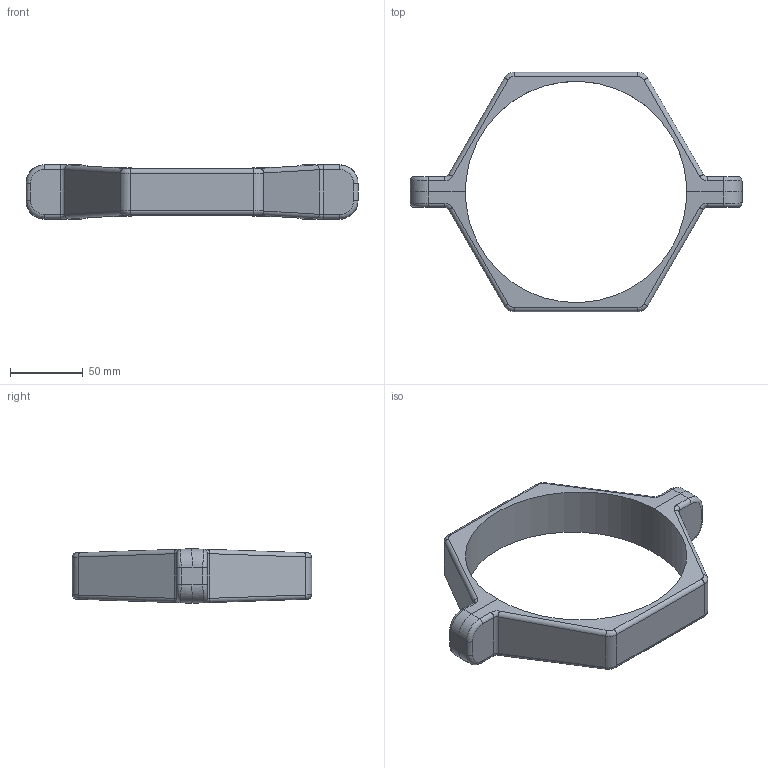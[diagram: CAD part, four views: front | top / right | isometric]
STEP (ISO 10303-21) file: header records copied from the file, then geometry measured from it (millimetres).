
FILE_DESCRIPTION (( 'STEP AP214' ), '1' );
FILE_NAME ('PHHW6.0T304AN.STEP', '2021-03-25T13:03:46', ( '' ), ( '' ), 'SwSTEP 2.0', 'SolidWorks 2013', '' );
FILE_SCHEMA (( 'AUTOMOTIVE_DESIGN' ));
Length unit declared in the file: millimetre
Products named in the file (1): PHHW6.0T304AN
Bounding box: 228.6 x 164.85 x 37.51 mm (x, y, z)
Volume: 204488 mm3; surface area: 48712.4 mm2
Topology: 1 solids, 1 shells, 81 faces, 189 edges, 108 vertices
Faces by surface type: cylinder 41, bspline 24, plane 16
Full cylindrical faces by diameter (mm): 152.4 x1
Entity records: 2872 total; most frequent: CARTESIAN_POINT 1242, ORIENTED_EDGE 376, DIRECTION 296, EDGE_CURVE 188, VERTEX_POINT 108, AXIS2_PLACEMENT_3D 106, LINE 84, VECTOR 84
